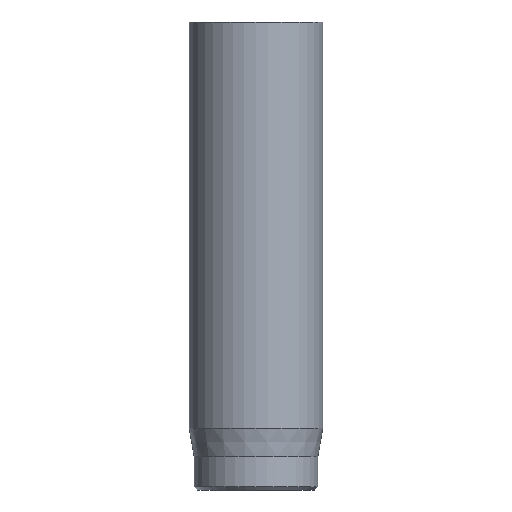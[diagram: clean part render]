
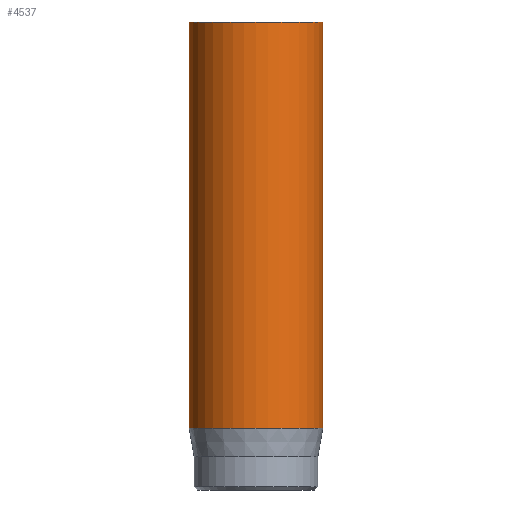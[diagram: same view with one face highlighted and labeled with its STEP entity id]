
A CAD part, front view. The second image highlights one B-rep face of the part: STEP entity #4537.
In plain terms, the highlighted cylindrical face has radius 2 mm (diameter 4 mm), a full revolution.
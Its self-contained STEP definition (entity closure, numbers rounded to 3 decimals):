
#44=CYLINDRICAL_SURFACE('',#4690,2.);
#47=CIRCLE('',#4659,2.);
#61=CIRCLE('',#4688,2.);
#62=CIRCLE('',#4689,2.);
#393=FACE_OUTER_BOUND('',#665,.T.);
#665=EDGE_LOOP('',(#4021,#4022,#4023,#4024,#4025));
#959=LINE('',#8978,#1261);
#1261=VECTOR('',#5158,2.);
#2041=VERTEX_POINT('',#8922);
#2055=VERTEX_POINT('',#8972);
#2056=VERTEX_POINT('',#8973);
#2696=EDGE_CURVE('',#2041,#2041,#47,.T.);
#2717=EDGE_CURVE('',#2055,#2056,#61,.T.);
#2718=EDGE_CURVE('',#2056,#2055,#62,.T.);
#2720=EDGE_CURVE('',#2041,#2055,#959,.T.);
#4021=ORIENTED_EDGE('',*,*,#2696,.T.);
#4022=ORIENTED_EDGE('',*,*,#2720,.T.);
#4023=ORIENTED_EDGE('',*,*,#2717,.T.);
#4024=ORIENTED_EDGE('',*,*,#2718,.T.);
#4025=ORIENTED_EDGE('',*,*,#2720,.F.);
#4537=ADVANCED_FACE('',(#393),#44,.T.);
#4659=AXIS2_PLACEMENT_3D('',#8923,#5086,#5087);
#4688=AXIS2_PLACEMENT_3D('',#8974,#5151,#5152);
#4689=AXIS2_PLACEMENT_3D('',#8975,#5153,#5154);
#4690=AXIS2_PLACEMENT_3D('',#8977,#5156,#5157);
#5086=DIRECTION('center_axis',(0.,0.,-1.));
#5087=DIRECTION('ref_axis',(-1.,0.,0.));
#5151=DIRECTION('center_axis',(0.,0.,1.));
#5152=DIRECTION('ref_axis',(-1.,0.,0.));
#5153=DIRECTION('center_axis',(0.,0.,1.));
#5154=DIRECTION('ref_axis',(-1.,0.,0.));
#5156=DIRECTION('center_axis',(0.,0.,1.));
#5157=DIRECTION('ref_axis',(-1.,0.,0.));
#5158=DIRECTION('',(0.,0.,-1.));
#8922=CARTESIAN_POINT('',(2.,0.,14.));
#8923=CARTESIAN_POINT('Origin',(0.,0.,14.));
#8972=CARTESIAN_POINT('',(2.,0.,1.851));
#8973=CARTESIAN_POINT('',(-2.,0.,1.851));
#8974=CARTESIAN_POINT('Origin',(0.,0.,1.851));
#8975=CARTESIAN_POINT('Origin',(0.,0.,1.851));
#8977=CARTESIAN_POINT('Origin',(0.,0.,0.));
#8978=CARTESIAN_POINT('',(2.,0.,0.));
